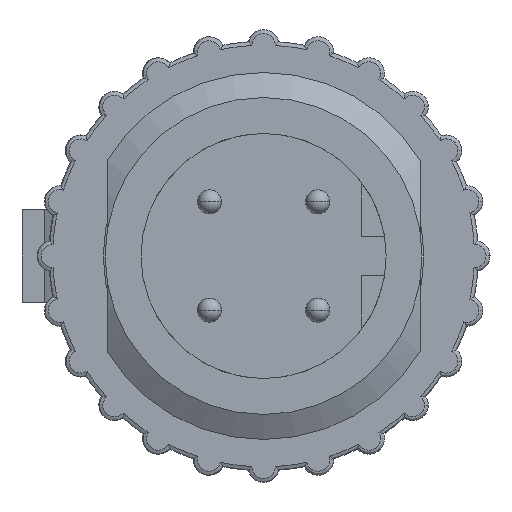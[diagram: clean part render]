
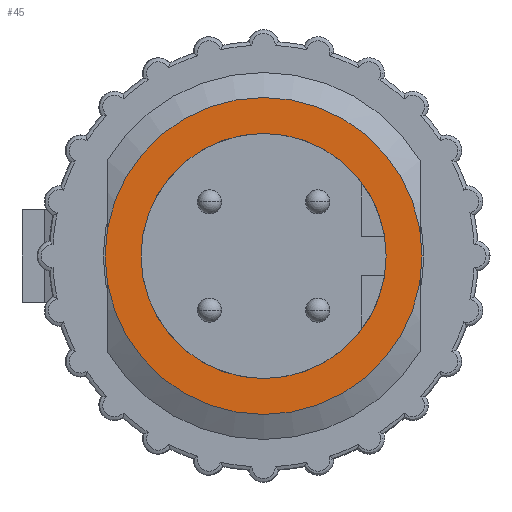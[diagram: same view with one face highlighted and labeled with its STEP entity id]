
A CAD part, left-side view. The second image highlights one B-rep face of the part: STEP entity #45.
In plain terms, the highlighted face is planar.
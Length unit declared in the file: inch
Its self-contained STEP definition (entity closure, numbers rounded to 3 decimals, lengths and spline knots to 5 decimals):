
#38 = EDGE_CURVE ( 'NONE', #25482, #25461, #24210, .T. ) ;
#45 = ADVANCED_FACE ( 'NONE', ( #24193, #24192 ), #24191, .F. ) ;
#57 = ORIENTED_EDGE ( 'NONE', *, *, #25493, .F. ) ;
#58 = ORIENTED_EDGE ( 'NONE', *, *, #38, .F. ) ;
#59 = EDGE_LOOP ( 'NONE', ( #58, #57 ) ) ;
#63 = ORIENTED_EDGE ( 'NONE', *, *, #25446, .F. ) ;
#64 = EDGE_LOOP ( 'NONE', ( #63, #72 ) ) ;
#70 = EDGE_CURVE ( 'NONE', #25424, #25423, #24229, .T. ) ;
#72 = ORIENTED_EDGE ( 'NONE', *, *, #70, .F. ) ;
#14484 = DIRECTION ( 'NONE',  ( -1., 0., 0. ) ) ;
#14485 = DIRECTION ( 'NONE',  ( 0., 0., -1. ) ) ;
#14486 = CARTESIAN_POINT ( 'NONE',  ( 0., 0., 0.874 ) ) ;
#14487 = AXIS2_PLACEMENT_3D ( 'NONE', #14486, #14485, #14484 ) ;
#14488 = CIRCLE ( 'NONE', #14487, 0.203 ) ;
#14502 = CARTESIAN_POINT ( 'NONE',  ( 0.203, 0., 0.874 ) ) ;
#14503 = CARTESIAN_POINT ( 'NONE',  ( -0.203, 0., 0.874 ) ) ;
#14520 = DIRECTION ( 'NONE',  ( 1., 0., 0. ) ) ;
#14521 = DIRECTION ( 'NONE',  ( 0., 0., 1. ) ) ;
#14522 = CARTESIAN_POINT ( 'NONE',  ( 0., 0., 0.874 ) ) ;
#14523 = AXIS2_PLACEMENT_3D ( 'NONE', #14522, #14521, #14520 ) ;
#14524 = CIRCLE ( 'NONE', #14523, 0.157 ) ;
#14525 = CARTESIAN_POINT ( 'NONE',  ( 0.157, 0., 0.874 ) ) ;
#14536 = CARTESIAN_POINT ( 'NONE',  ( -0.157, 0., 0.874 ) ) ;
#24187 = DIRECTION ( 'NONE',  ( -1., 0., 0. ) ) ;
#24188 = DIRECTION ( 'NONE',  ( 0., 0., -1. ) ) ;
#24189 = AXIS2_PLACEMENT_3D ( 'NONE', #24190, #24188, #24187 ) ;
#24190 = CARTESIAN_POINT ( 'NONE',  ( 0.203, 0., 0.874 ) ) ;
#24191 = PLANE ( 'NONE',  #24189 ) ;
#24192 = FACE_OUTER_BOUND ( 'NONE', #64, .T. ) ;
#24193 = FACE_BOUND ( 'NONE', #59, .T. ) ;
#24206 = DIRECTION ( 'NONE',  ( 1., 0., 0. ) ) ;
#24207 = DIRECTION ( 'NONE',  ( 0., 0., 1. ) ) ;
#24208 = CARTESIAN_POINT ( 'NONE',  ( 0., 0., 0.874 ) ) ;
#24209 = AXIS2_PLACEMENT_3D ( 'NONE', #24208, #24207, #24206 ) ;
#24210 = CIRCLE ( 'NONE', #24209, 0.157 ) ;
#24225 = DIRECTION ( 'NONE',  ( -1., 0., 0. ) ) ;
#24226 = DIRECTION ( 'NONE',  ( 0., 0., -1. ) ) ;
#24227 = CARTESIAN_POINT ( 'NONE',  ( 0., 0., 0.874 ) ) ;
#24228 = AXIS2_PLACEMENT_3D ( 'NONE', #24227, #24226, #24225 ) ;
#24229 = CIRCLE ( 'NONE', #24228, 0.203 ) ;
#25423 = VERTEX_POINT ( 'NONE', #14503 ) ;
#25424 = VERTEX_POINT ( 'NONE', #14502 ) ;
#25446 = EDGE_CURVE ( 'NONE', #25423, #25424, #14488, .T. ) ;
#25461 = VERTEX_POINT ( 'NONE', #14536 ) ;
#25482 = VERTEX_POINT ( 'NONE', #14525 ) ;
#25493 = EDGE_CURVE ( 'NONE', #25461, #25482, #14524, .T. ) ;
